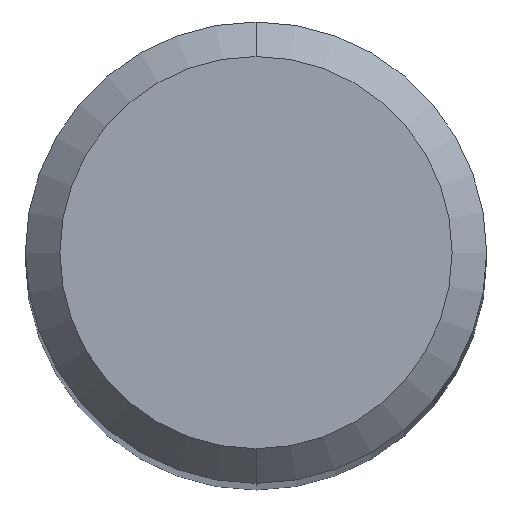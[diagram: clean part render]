
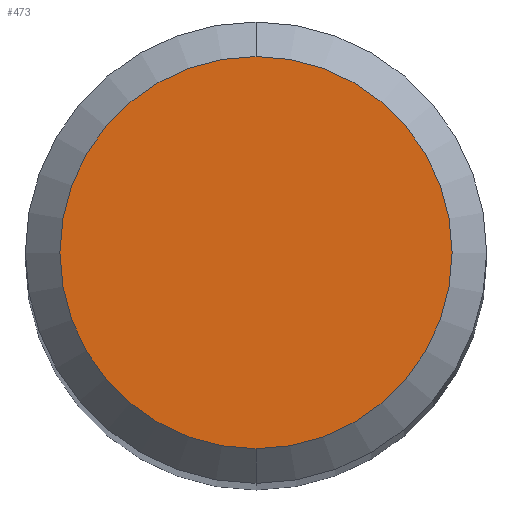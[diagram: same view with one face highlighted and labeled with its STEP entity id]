
A CAD part, top view. The second image highlights one B-rep face of the part: STEP entity #473.
In plain terms, the highlighted planar face has unit normal (0, 0, 1).
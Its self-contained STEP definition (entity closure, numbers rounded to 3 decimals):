
#377=VERTEX_POINT('',#1064);
#473=ADVANCED_FACE('',(#1166),#1167,.T.);
#701=EDGE_CURVE('',#377,#929,#1417,.T.);
#857=EDGE_CURVE('',#929,#377,#1587,.T.);
#929=VERTEX_POINT('',#1667);
#1064=CARTESIAN_POINT('',(0.,-1.7,0.0));
#1166=FACE_OUTER_BOUND('',#2075,.T.);
#1167=PLANE('',#2076);
#1417=CIRCLE('',#3463,1.7);
#1587=CIRCLE('',#4370,1.7);
#1667=CARTESIAN_POINT('',(0.0,1.7,0.0));
#2075=EDGE_LOOP('',(#5376,#5377));
#2076=AXIS2_PLACEMENT_3D('',#5378,#5379,#5380);
#3463=AXIS2_PLACEMENT_3D('',#5649,#5650,#5651);
#4370=AXIS2_PLACEMENT_3D('',#5870,#5871,#5872);
#5376=ORIENTED_EDGE('',*,*,#857,.F.);
#5377=ORIENTED_EDGE('',*,*,#701,.F.);
#5378=CARTESIAN_POINT('',(0.0,0.85,0.0));
#5379=DIRECTION('',(-0.0,0.0,1.0));
#5380=DIRECTION('',(0.0,-1.0,0.0));
#5649=CARTESIAN_POINT('',(0.0,0.0,0.0));
#5650=DIRECTION('',(0.0,0.0,-1.0));
#5651=DIRECTION('',(0.0,1.0,0.0));
#5870=CARTESIAN_POINT('',(0.0,0.0,0.0));
#5871=DIRECTION('',(0.0,0.0,-1.0));
#5872=DIRECTION('',(0.0,1.0,0.0));
